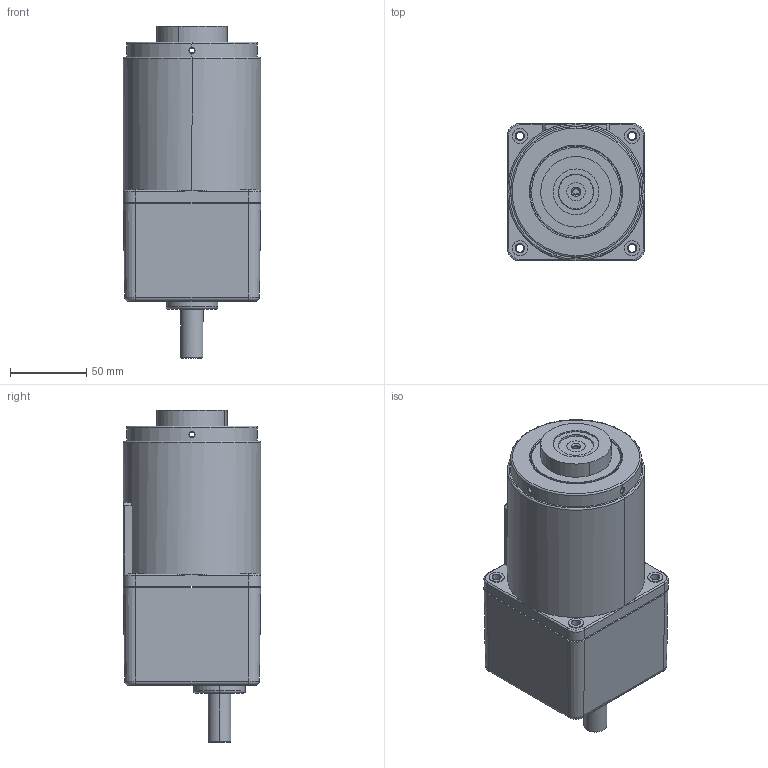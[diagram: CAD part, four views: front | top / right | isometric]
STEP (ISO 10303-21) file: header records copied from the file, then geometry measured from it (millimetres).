
FILE_DESCRIPTION (( 'STEP AP203' ), '1' );
FILE_NAME ('5IK40.60RGU-C.STEP', '2022-08-25T03:05:00', ( '' ), ( 'Microsoft' ), 'SwSTEP 2.0', 'SolidWorks 2020', '' );
FILE_SCHEMA (( 'CONFIG_CONTROL_DESIGN' ));
Length unit declared in the file: millimetre
Products named in the file (1): 5IK40.60RGU-C
Bounding box: 90 x 90 x 217.5 mm (x, y, z)
Surface area: 100683.8 mm2 (no closed solid volume)
Topology: 0 solids, 9 shells, 203 faces, 533 edges, 340 vertices
Faces by surface type: cylinder 89, cone 45, plane 43, torus 18, bspline 8
Entity records: 7358 total; most frequent: CARTESIAN_POINT 2219, DIRECTION 1141, ORIENTED_EDGE 954, EDGE_CURVE 525, AXIS2_PLACEMENT_3D 470, VERTEX_POINT 340, CIRCLE 274, EDGE_LOOP 252
